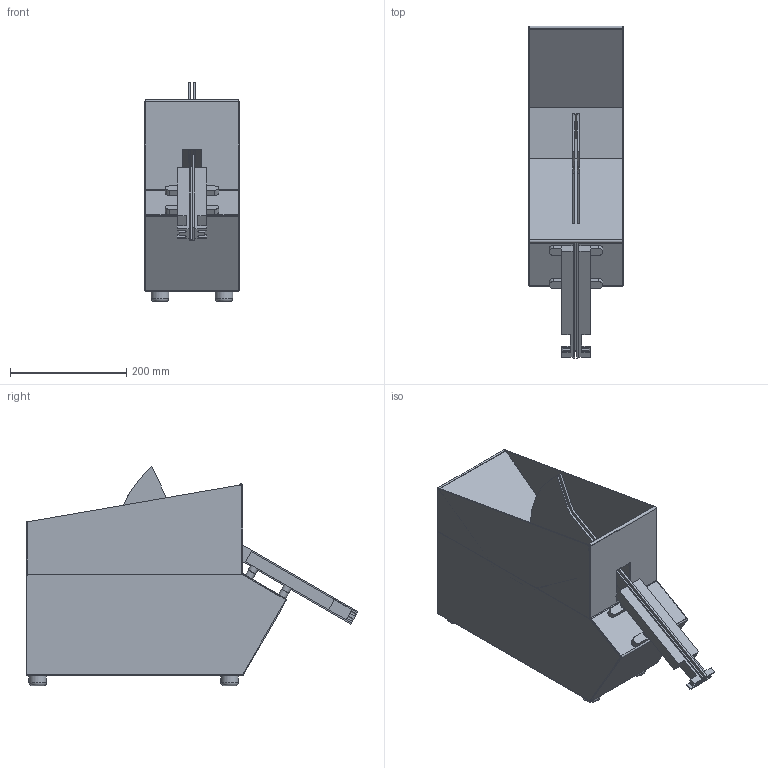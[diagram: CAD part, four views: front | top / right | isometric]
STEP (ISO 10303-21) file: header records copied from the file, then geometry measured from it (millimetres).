
FILE_DESCRIPTION(/* description */ ('Unknown'),/* implementation_level */ '2;1');
FILE_NAME(/* name */ 'SG2H-Bibl',/* time_stamp */ '2016-02-14T14:04:49+01:00',/* author */ ('Unknown'),/* organization */ ('Unknown'),/* preprocessor_version */ 'ST-DEVELOPER v16.7',/* originating_system */ 'DEX',/* authorisation */ $);
FILE_SCHEMA (('AUTOMOTIVE_DESIGN {1 0 10303 214 3 1 1}'));
Length unit declared in the file: millimetre
Products named in the file (8): SG2H-Bibl; SG2X-01-Bibl; SG2X-03-Bibl; SGXX-01-Bibl; SG2H-01-102-Bibl; Gummifuß; SG2X-02-Bibl; SG2H-02-102-Bibl
Assembly tree (12 placements, depth 2):
  SG2H-Bibl
    SG2X-01-Bibl
    SG2X-03-Bibl  x2
    SGXX-01-Bibl  x2
    SG2H-01-102-Bibl
    Gummifuß  x4
    SG2X-02-Bibl
    SG2H-02-102-Bibl
Bounding box: 163 x 570.74 x 376.97 mm (x, y, z)
Volume: 1086506.9 mm3; surface area: 1088119.6 mm2
Topology: 12 solids, 12 shells, 213 faces, 553 edges, 370 vertices
Faces by surface type: plane 146, cylinder 63, torus 4
Full cylindrical faces by diameter (mm): 4.2 x8, 5 x8, 14 x4, 30 x4
Entity records: 5279 total; most frequent: DIRECTION 895, CARTESIAN_POINT 883, ORIENTED_EDGE 828, EDGE_CURVE 414, LINE 301, VECTOR 301, AXIS2_PLACEMENT_3D 297, VERTEX_POINT 285
